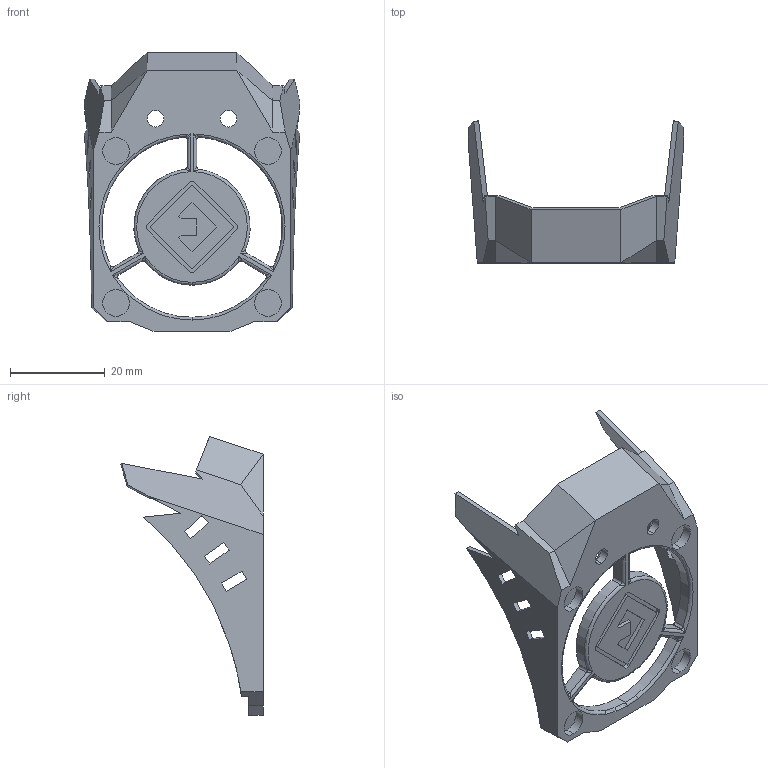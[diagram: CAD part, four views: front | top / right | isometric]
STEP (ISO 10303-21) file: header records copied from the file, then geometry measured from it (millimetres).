
FILE_DESCRIPTION (( 'STEP AP214' ), '1' );
FILE_NAME ('Shroud ADXL345.STEP', '2021-03-21T18:43:22', ( '' ), ( '' ), 'SwSTEP 2.0', 'SolidWorks 2020', '' );
FILE_SCHEMA (( 'AUTOMOTIVE_DESIGN' ));
Length unit declared in the file: millimetre
Products named in the file (1): Shroud ADXL345
Bounding box: 45.38 x 29.94 x 58.74 mm (x, y, z)
Volume: 5198.9 mm3; surface area: 7622.2 mm2
Topology: 1 solids, 1 shells, 221 faces, 582 edges, 362 vertices
Faces by surface type: plane 150, cylinder 51, bspline 12, torus 8
Entity records: 7254 total; most frequent: CARTESIAN_POINT 1850, ORIENTED_EDGE 1140, DIRECTION 1050, EDGE_CURVE 570, VECTOR 442, LINE 442, VERTEX_POINT 362, AXIS2_PLACEMENT_3D 304
